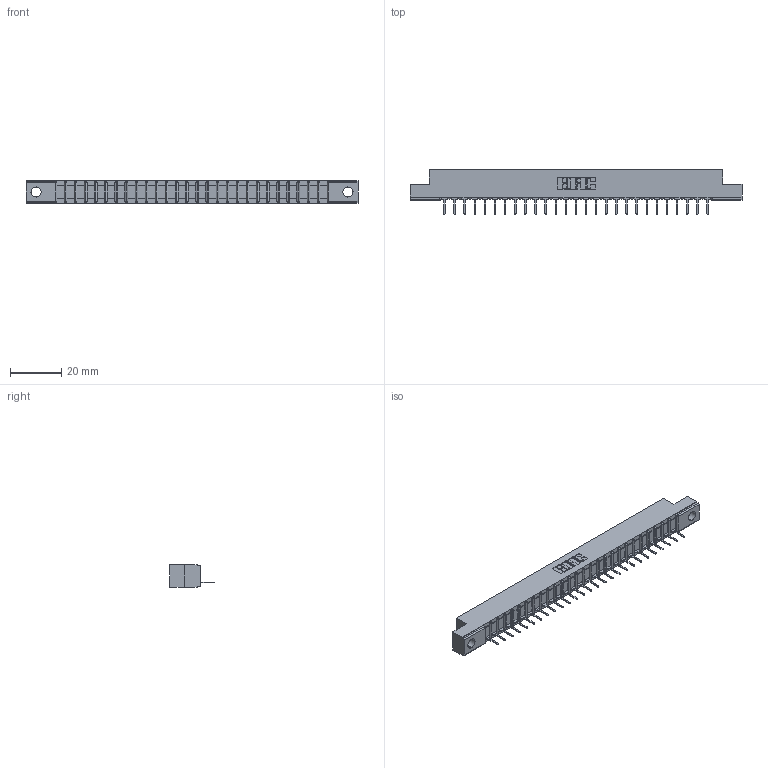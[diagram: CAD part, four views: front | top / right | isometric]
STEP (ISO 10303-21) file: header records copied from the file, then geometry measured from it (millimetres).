
FILE_DESCRIPTION (( 'STEP AP203' ), '1' );
FILE_NAME ('307-027-531-104.STEP', '2019-09-03T22:20:06', ( '' ), ( '' ), 'SwSTEP 2.0', 'SolidWorks 2016', '' );
FILE_SCHEMA (( 'CONFIG_CONTROL_DESIGN' ));
Length unit declared in the file: inch
Products named in the file (3): 307 Part_.156 Dia Mounting Holes; 307-290-001_531; 307-027-531-104
Assembly tree (28 placements, depth 2):
  307-027-531-104
    307 Part_.156 Dia Mounting Holes
    307-290-001_531  x27
Bounding box: 130 x 17.42 x 8.71 mm (x, y, z)
Volume: 8039.6 mm3; surface area: 12246.7 mm2
Topology: 28 solids, 28 shells, 1672 faces, 4733 edges, 3042 vertices
Faces by surface type: plane 1083, cylinder 533, sphere 56
Entity records: 25382 total; most frequent: CARTESIAN_POINT 4274, ORIENTED_EDGE 4258, DIRECTION 4157, EDGE_CURVE 2129, VECTOR 1635, LINE 1635, VERTEX_POINT 1378, AXIS2_PLACEMENT_3D 1261
